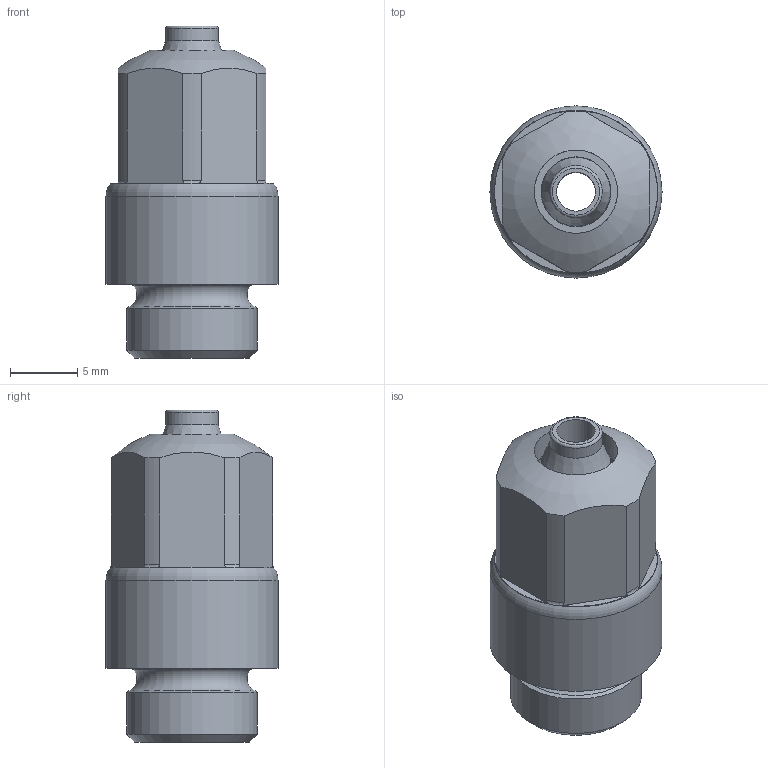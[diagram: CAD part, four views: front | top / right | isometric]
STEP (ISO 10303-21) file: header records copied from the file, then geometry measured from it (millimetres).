
FILE_DESCRIPTION(/* description */ ('STEP AP214'),/* implementation_level */ '2;1');
FILE_NAME(/* name */ '1366257_NPCK-C-D-G18-K6',/* time_stamp */ '2024-09-10T05:48:49+02:00',/* author */ ('License CC BY-ND 4.0'),/* organization */ ('CADENAS'),/* preprocessor_version */ 'ST-DEVELOPER v19.3',/* originating_system */ 'PARTsolutions',/* authorisation */ ' ');
FILE_SCHEMA (('AUTOMOTIVE_DESIGN {1 0 10303 214 3 1 1}'));
Length unit declared in the file: millimetre
Products named in the file (4): 1366257 NPCK-C-D-G18-K6; 1366257 NPCK-C-D-G18-K6---(S); 2652516 NPAS-C1-R-G18-P-FD-P10; 1366257 NPCK-C-D-G18-K6---(U)
Assembly tree (3 placements, depth 2):
  1366257 NPCK-C-D-G18-K6
    1366257 NPCK-C-D-G18-K6---(S)
    2652516 NPAS-C1-R-G18-P-FD-P10
    1366257 NPCK-C-D-G18-K6---(U)
Bounding box: 12.8 x 12.8 x 24.7 mm (x, y, z)
Volume: 1983.5 mm3; surface area: 2443.3 mm2
Topology: 3 solids, 3 shells, 88 faces, 205 edges, 125 vertices
Faces by surface type: plane 44, cylinder 20, cone 16, torus 7, sphere 1
Full cylindrical faces by diameter (mm): 2.9 x1, 3.9 x1, 4 x1, 4.8 x1, 6.2 x1, 8.376 x1, 9.728 x1, 9.85 x1, 10 x1, 10.5 x1, 11.4 x1, 11.55 x1, 11.7 x1, 12.8 x1
Entity records: 2459 total; most frequent: CARTESIAN_POINT 490, DIRECTION 408, ORIENTED_EDGE 338, AXIS2_PLACEMENT_3D 177, EDGE_CURVE 169, EDGE_LOOP 128, FACE_BOUND 128, VERTEX_POINT 121
